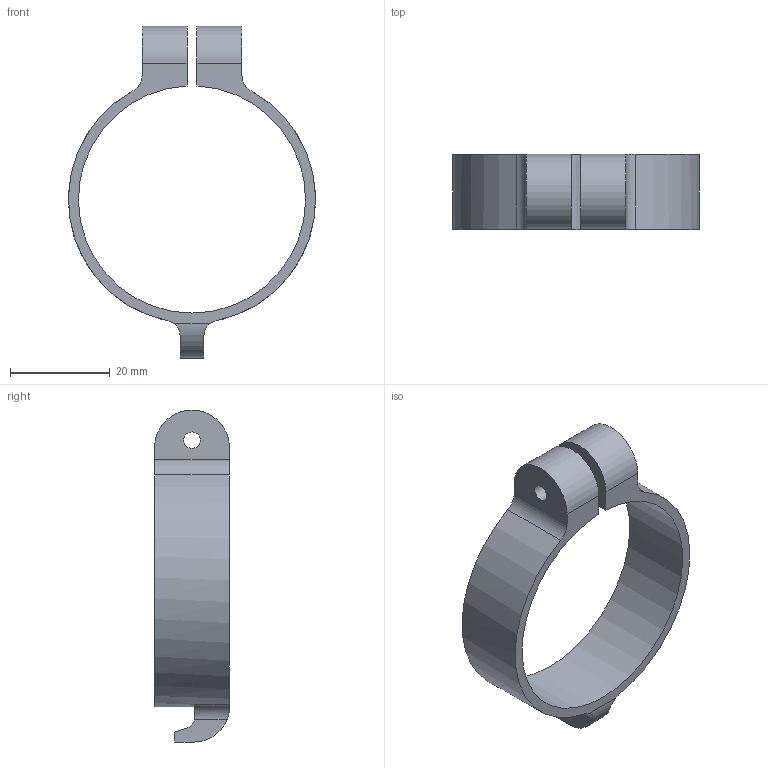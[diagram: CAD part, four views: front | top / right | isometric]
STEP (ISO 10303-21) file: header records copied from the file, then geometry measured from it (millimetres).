
FILE_DESCRIPTION(/* description */ (''),/* implementation_level */ '2;1');
FILE_NAME(/* name */ 'BANDE ANTI-MIRAGE ATTACHE POUR SL5 SL7 PRS v1.step',/* time_stamp */ '2022-02-20T14:43:55+01:00',/* author */ (''),/* organization */ (''),/* preprocessor_version */ 'ST-DEVELOPER v18.1',/* originating_system */ 'Autodesk Translation Framework v10.13.0.1454',/* authorisation */ '');
FILE_SCHEMA (('AUTOMOTIVE_DESIGN { 1 0 10303 214 3 1 1 }'));
Length unit declared in the file: millimetre
Products named in the file (1): ATTACHE POUR SL5  SL7  PRS
Bounding box: 49.49 x 15 x 66.5 mm (x, y, z)
Volume: 6845.9 mm3; surface area: 6267.3 mm2
Topology: 1 solids, 1 shells, 26 faces, 72 edges, 48 vertices
Faces by surface type: cylinder 13, plane 13
Full cylindrical faces by diameter (mm): 3.3 x1, 4.5 x1, 8 x1
Entity records: 902 total; most frequent: CARTESIAN_POINT 173, DIRECTION 150, ORIENTED_EDGE 144, EDGE_CURVE 72, AXIS2_PLACEMENT_3D 56, VERTEX_POINT 48, LINE 38, VECTOR 38
